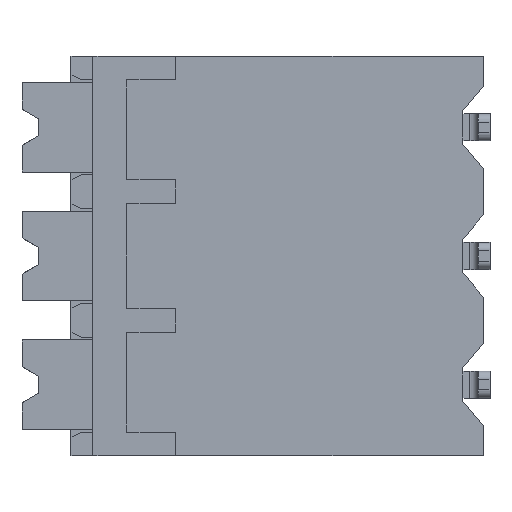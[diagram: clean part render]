
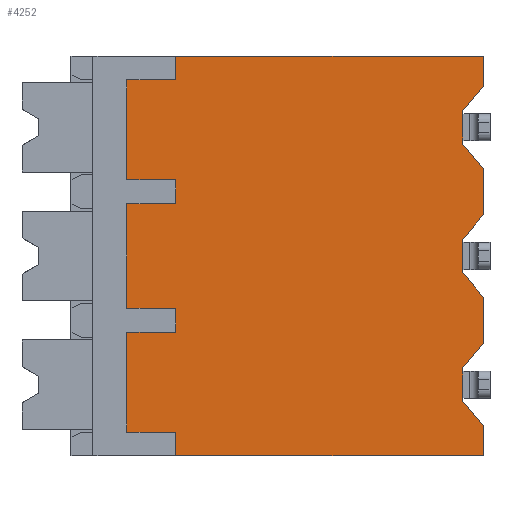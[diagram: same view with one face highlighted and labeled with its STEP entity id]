
A CAD part, left-side view. The second image highlights one B-rep face of the part: STEP entity #4252.
In plain terms, the highlighted planar face has unit normal (-1, 0, 0).
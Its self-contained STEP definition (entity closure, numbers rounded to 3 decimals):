
#158=DIRECTION('',(0.,1.,0.));
#159=VECTOR('',#158,1.45);
#160=CARTESIAN_POINT('',(0.,9.1,-5.36));
#161=LINE('',#160,#159);
#162=DIRECTION('',(0.,-1.,0.));
#163=VECTOR('',#162,1.45);
#164=CARTESIAN_POINT('',(0.,10.55,-2.26));
#165=LINE('',#164,#163);
#166=DIRECTION('',(0.,1.,0.));
#167=VECTOR('',#166,1.45);
#168=CARTESIAN_POINT('',(0.,9.1,-1.55));
#169=LINE('',#168,#167);
#170=DIRECTION('',(0.,-1.,0.));
#171=VECTOR('',#170,1.45);
#172=CARTESIAN_POINT('',(0.,10.55,1.4));
#173=LINE('',#172,#171);
#174=DIRECTION('',(0.,0.,-1.));
#175=VECTOR('',#174,0.885);
#176=CARTESIAN_POINT('',(0.,0.,2.1));
#177=LINE('',#176,#175);
#178=DIRECTION('',(0.,0.643,-0.766));
#179=VECTOR('',#178,0.933);
#180=CARTESIAN_POINT('',(0.,0.,1.215));
#181=LINE('',#180,#179);
#182=DIRECTION('',(0.,0.,-1.));
#183=VECTOR('',#182,1.);
#184=CARTESIAN_POINT('',(0.,0.6,0.5));
#185=LINE('',#184,#183);
#186=DIRECTION('',(0.,-0.643,-0.766));
#187=VECTOR('',#186,0.933);
#188=CARTESIAN_POINT('',(0.,0.6,-0.5));
#189=LINE('',#188,#187);
#190=DIRECTION('',(0.,0.,-1.));
#191=VECTOR('',#190,1.38);
#192=CARTESIAN_POINT('',(0.,0.,-1.215));
#193=LINE('',#192,#191);
#194=DIRECTION('',(0.,0.643,-0.766));
#195=VECTOR('',#194,0.933);
#196=CARTESIAN_POINT('',(0.,0.,-2.595));
#197=LINE('',#196,#195);
#198=DIRECTION('',(0.,0.,-1.));
#199=VECTOR('',#198,1.);
#200=CARTESIAN_POINT('',(0.,0.6,-3.31));
#201=LINE('',#200,#199);
#202=DIRECTION('',(0.,-0.643,-0.766));
#203=VECTOR('',#202,0.933);
#204=CARTESIAN_POINT('',(0.,0.6,-4.31));
#205=LINE('',#204,#203);
#206=DIRECTION('',(0.,0.,-1.));
#207=VECTOR('',#206,1.38);
#208=CARTESIAN_POINT('',(0.,0.,-5.025));
#209=LINE('',#208,#207);
#210=DIRECTION('',(0.,0.643,-0.766));
#211=VECTOR('',#210,0.933);
#212=CARTESIAN_POINT('',(0.,0.,-6.405));
#213=LINE('',#212,#211);
#214=DIRECTION('',(0.,0.,-1.));
#215=VECTOR('',#214,1.);
#216=CARTESIAN_POINT('',(0.,0.6,-7.12));
#217=LINE('',#216,#215);
#218=DIRECTION('',(0.,-0.643,-0.766));
#219=VECTOR('',#218,0.933);
#220=CARTESIAN_POINT('',(0.,0.6,-8.12));
#221=LINE('',#220,#219);
#222=DIRECTION('',(0.,0.,-1.));
#223=VECTOR('',#222,0.885);
#224=CARTESIAN_POINT('',(0.,0.,-8.835));
#225=LINE('',#224,#223);
#226=DIRECTION('',(0.,1.,0.));
#227=VECTOR('',#226,9.1);
#228=CARTESIAN_POINT('',(0.,0.,-9.72));
#229=LINE('',#228,#227);
#230=DIRECTION('',(0.,1.,0.));
#231=VECTOR('',#230,1.45);
#232=CARTESIAN_POINT('',(0.,9.1,-9.02));
#233=LINE('',#232,#231);
#234=DIRECTION('',(0.,-1.,0.));
#235=VECTOR('',#234,1.45);
#236=CARTESIAN_POINT('',(0.,10.55,-6.07));
#237=LINE('',#236,#235);
#242=DIRECTION('',(0.,0.,-1.));
#243=VECTOR('',#242,0.71);
#244=CARTESIAN_POINT('',(0.,9.1,-5.36));
#245=LINE('',#244,#243);
#298=DIRECTION('',(0.,0.,-1.));
#299=VECTOR('',#298,2.95);
#300=CARTESIAN_POINT('',(0.,10.55,-6.07));
#301=LINE('',#300,#299);
#310=DIRECTION('',(0.,0.,-1.));
#311=VECTOR('',#310,0.7);
#312=CARTESIAN_POINT('',(0.,9.1,-9.02));
#313=LINE('',#312,#311);
#656=DIRECTION('',(0.,1.,0.));
#657=VECTOR('',#656,9.1);
#658=CARTESIAN_POINT('',(0.,0.,2.1));
#659=LINE('',#658,#657);
#1781=DIRECTION('',(0.,0.,-1.));
#1782=VECTOR('',#1781,0.7);
#1783=CARTESIAN_POINT('',(0.,9.1,2.1));
#1784=LINE('',#1783,#1782);
#1793=DIRECTION('',(0.,0.,-1.));
#1794=VECTOR('',#1793,2.95);
#1795=CARTESIAN_POINT('',(0.,10.55,1.4));
#1796=LINE('',#1795,#1794);
#1809=DIRECTION('',(0.,0.,-1.));
#1810=VECTOR('',#1809,0.71);
#1811=CARTESIAN_POINT('',(0.,9.1,-1.55));
#1812=LINE('',#1811,#1810);
#1821=DIRECTION('',(0.,0.,-1.));
#1822=VECTOR('',#1821,3.1);
#1823=CARTESIAN_POINT('',(0.,10.55,-2.26));
#1824=LINE('',#1823,#1822);
#3081=CARTESIAN_POINT('',(0.,9.1,-9.72));
#3082=VERTEX_POINT('',#3081);
#3083=CARTESIAN_POINT('',(0.,0.,-9.72));
#3084=VERTEX_POINT('',#3083);
#3211=CARTESIAN_POINT('',(0.,0.6,-8.12));
#3212=CARTESIAN_POINT('',(0.,0.,-8.835));
#3213=VERTEX_POINT('',#3211);
#3214=VERTEX_POINT('',#3212);
#3215=CARTESIAN_POINT('',(0.,9.1,-5.36));
#3216=CARTESIAN_POINT('',(0.,9.1,-6.07));
#3217=VERTEX_POINT('',#3215);
#3218=VERTEX_POINT('',#3216);
#3219=CARTESIAN_POINT('',(0.,10.55,-5.36));
#3220=VERTEX_POINT('',#3219);
#3221=CARTESIAN_POINT('',(0.,10.55,-2.26));
#3222=VERTEX_POINT('',#3221);
#3223=CARTESIAN_POINT('',(0.,9.1,-2.26));
#3224=VERTEX_POINT('',#3223);
#3225=CARTESIAN_POINT('',(0.,9.1,-1.55));
#3226=VERTEX_POINT('',#3225);
#3227=CARTESIAN_POINT('',(0.,10.55,-1.55));
#3228=VERTEX_POINT('',#3227);
#3229=CARTESIAN_POINT('',(0.,10.55,1.4));
#3230=VERTEX_POINT('',#3229);
#3231=CARTESIAN_POINT('',(0.,9.1,1.4));
#3232=VERTEX_POINT('',#3231);
#3233=CARTESIAN_POINT('',(0.,9.1,2.1));
#3234=VERTEX_POINT('',#3233);
#3235=CARTESIAN_POINT('',(0.,0.,2.1));
#3236=VERTEX_POINT('',#3235);
#3237=CARTESIAN_POINT('',(0.,0.,1.215));
#3238=VERTEX_POINT('',#3237);
#3239=CARTESIAN_POINT('',(0.,0.6,0.5));
#3240=VERTEX_POINT('',#3239);
#3241=CARTESIAN_POINT('',(0.,0.6,-0.5));
#3242=VERTEX_POINT('',#3241);
#3243=CARTESIAN_POINT('',(0.,0.,-1.215));
#3244=VERTEX_POINT('',#3243);
#3245=CARTESIAN_POINT('',(0.,0.,-2.595));
#3246=VERTEX_POINT('',#3245);
#3247=CARTESIAN_POINT('',(0.,0.6,-3.31));
#3248=VERTEX_POINT('',#3247);
#3249=CARTESIAN_POINT('',(0.,0.6,-4.31));
#3250=VERTEX_POINT('',#3249);
#3251=CARTESIAN_POINT('',(0.,0.,-5.025));
#3252=VERTEX_POINT('',#3251);
#3253=CARTESIAN_POINT('',(0.,0.,-6.405));
#3254=VERTEX_POINT('',#3253);
#3255=CARTESIAN_POINT('',(0.,0.6,-7.12));
#3256=VERTEX_POINT('',#3255);
#3257=CARTESIAN_POINT('',(0.,9.1,-9.02));
#3258=VERTEX_POINT('',#3257);
#3259=CARTESIAN_POINT('',(0.,10.55,-9.02));
#3260=VERTEX_POINT('',#3259);
#3261=CARTESIAN_POINT('',(0.,10.55,-6.07));
#3262=VERTEX_POINT('',#3261);
#4191=CARTESIAN_POINT('',(0.,9.1,-9.72));
#4192=DIRECTION('',(-1.,0.,0.));
#4193=DIRECTION('',(0.,-1.,0.));
#4194=AXIS2_PLACEMENT_3D('',#4191,#4192,#4193);
#4195=PLANE('',#4194);
#4197=ORIENTED_EDGE('',*,*,#4196,.F.);
#4199=ORIENTED_EDGE('',*,*,#4198,.T.);
#4201=ORIENTED_EDGE('',*,*,#4200,.F.);
#4203=ORIENTED_EDGE('',*,*,#4202,.T.);
#4205=ORIENTED_EDGE('',*,*,#4204,.F.);
#4207=ORIENTED_EDGE('',*,*,#4206,.T.);
#4209=ORIENTED_EDGE('',*,*,#4208,.F.);
#4211=ORIENTED_EDGE('',*,*,#4210,.T.);
#4213=ORIENTED_EDGE('',*,*,#4212,.F.);
#4215=ORIENTED_EDGE('',*,*,#4214,.F.);
#4217=ORIENTED_EDGE('',*,*,#4216,.T.);
#4219=ORIENTED_EDGE('',*,*,#4218,.T.);
#4221=ORIENTED_EDGE('',*,*,#4220,.T.);
#4223=ORIENTED_EDGE('',*,*,#4222,.T.);
#4225=ORIENTED_EDGE('',*,*,#4224,.T.);
#4227=ORIENTED_EDGE('',*,*,#4226,.T.);
#4229=ORIENTED_EDGE('',*,*,#4228,.T.);
#4231=ORIENTED_EDGE('',*,*,#4230,.T.);
#4233=ORIENTED_EDGE('',*,*,#4232,.T.);
#4235=ORIENTED_EDGE('',*,*,#4234,.T.);
#4237=ORIENTED_EDGE('',*,*,#4236,.T.);
#4238=ORIENTED_EDGE('',*,*,#4181,.T.);
#4240=ORIENTED_EDGE('',*,*,#4239,.T.);
#4241=ORIENTED_EDGE('',*,*,#4036,.T.);
#4243=ORIENTED_EDGE('',*,*,#4242,.F.);
#4245=ORIENTED_EDGE('',*,*,#4244,.T.);
#4247=ORIENTED_EDGE('',*,*,#4246,.F.);
#4249=ORIENTED_EDGE('',*,*,#4248,.T.);
#4250=EDGE_LOOP('',(#4197,#4199,#4201,#4203,#4205,#4207,#4209,#4211,#4213,#4215,
#4217,#4219,#4221,#4223,#4225,#4227,#4229,#4231,#4233,#4235,#4237,#4238,#4240,
#4241,#4243,#4245,#4247,#4249));
#4251=FACE_OUTER_BOUND('',#4250,.F.);
#4036=EDGE_CURVE('',#3084,#3082,#229,.T.);
#4181=EDGE_CURVE('',#3213,#3214,#221,.T.);
#4196=EDGE_CURVE('',#3217,#3218,#245,.T.);
#4198=EDGE_CURVE('',#3217,#3220,#161,.T.);
#4200=EDGE_CURVE('',#3222,#3220,#1824,.T.);
#4202=EDGE_CURVE('',#3222,#3224,#165,.T.);
#4204=EDGE_CURVE('',#3226,#3224,#1812,.T.);
#4206=EDGE_CURVE('',#3226,#3228,#169,.T.);
#4208=EDGE_CURVE('',#3230,#3228,#1796,.T.);
#4210=EDGE_CURVE('',#3230,#3232,#173,.T.);
#4212=EDGE_CURVE('',#3234,#3232,#1784,.T.);
#4214=EDGE_CURVE('',#3236,#3234,#659,.T.);
#4216=EDGE_CURVE('',#3236,#3238,#177,.T.);
#4218=EDGE_CURVE('',#3238,#3240,#181,.T.);
#4220=EDGE_CURVE('',#3240,#3242,#185,.T.);
#4222=EDGE_CURVE('',#3242,#3244,#189,.T.);
#4224=EDGE_CURVE('',#3244,#3246,#193,.T.);
#4226=EDGE_CURVE('',#3246,#3248,#197,.T.);
#4228=EDGE_CURVE('',#3248,#3250,#201,.T.);
#4230=EDGE_CURVE('',#3250,#3252,#205,.T.);
#4232=EDGE_CURVE('',#3252,#3254,#209,.T.);
#4234=EDGE_CURVE('',#3254,#3256,#213,.T.);
#4236=EDGE_CURVE('',#3256,#3213,#217,.T.);
#4239=EDGE_CURVE('',#3214,#3084,#225,.T.);
#4242=EDGE_CURVE('',#3258,#3082,#313,.T.);
#4244=EDGE_CURVE('',#3258,#3260,#233,.T.);
#4246=EDGE_CURVE('',#3262,#3260,#301,.T.);
#4248=EDGE_CURVE('',#3262,#3218,#237,.T.);
#4252=ADVANCED_FACE('',(#4251),#4195,.T.);
